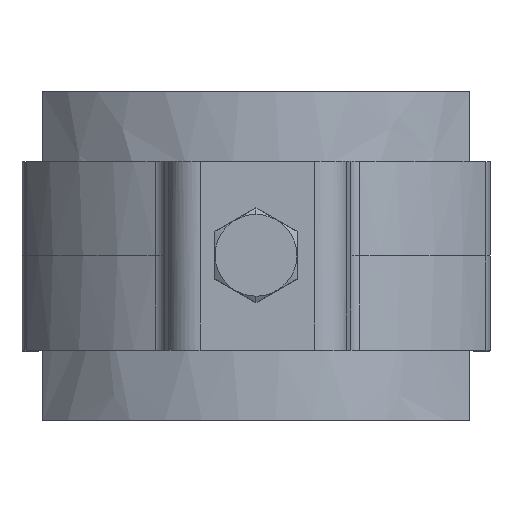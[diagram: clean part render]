
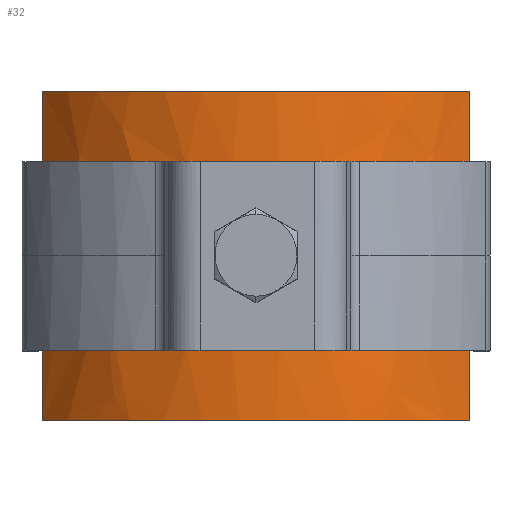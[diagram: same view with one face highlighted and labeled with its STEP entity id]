
A CAD part, top view. The second image highlights one B-rep face of the part: STEP entity #32.
In plain terms, the highlighted free-form (B-spline) face has degree [2, 1] with [5, 2] control points.
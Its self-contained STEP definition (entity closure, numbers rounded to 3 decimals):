
#25=FACE_BOUND('',#247,.T.);
#32=ADVANCED_FACE('',(#139,#25),#1733,.T.);
#139=FACE_OUTER_BOUND('',#246,.T.);
#246=EDGE_LOOP('',(#364,#365,#366,#367));
#247=EDGE_LOOP('',(#368,#369,#370,#371));
#364=ORIENTED_EDGE('',*,*,#931,.T.);
#365=ORIENTED_EDGE('',*,*,#932,.T.);
#366=ORIENTED_EDGE('',*,*,#933,.F.);
#367=ORIENTED_EDGE('',*,*,#929,.F.);
#368=ORIENTED_EDGE('',*,*,#944,.F.);
#369=ORIENTED_EDGE('',*,*,#946,.F.);
#370=ORIENTED_EDGE('',*,*,#947,.F.);
#371=ORIENTED_EDGE('',*,*,#945,.F.);
#929=EDGE_CURVE('',#1496,#1497,#1351,.T.);
#931=EDGE_CURVE('',#1496,#1498,#1353,.T.);
#932=EDGE_CURVE('',#1498,#1499,#1354,.T.);
#933=EDGE_CURVE('',#1497,#1499,#1355,.T.);
#944=EDGE_CURVE('',#1505,#1504,#1216,.T.);
#945=EDGE_CURVE('',#1504,#1506,#1358,.T.);
#946=EDGE_CURVE('',#1507,#1505,#1359,.T.);
#947=EDGE_CURVE('',#1506,#1507,#1217,.T.);
#1216=B_SPLINE_CURVE_WITH_KNOTS('',1,(#2055,#2056),.UNSPECIFIED.,.F.,.F.,
(2,2),(-61.,-39.),.UNSPECIFIED.);
#1217=B_SPLINE_CURVE_WITH_KNOTS('',1,(#2067,#2068),.UNSPECIFIED.,.F.,.F.,
(2,2),(-22.,0.),.UNSPECIFIED.);
#1351=(
BOUNDED_CURVE()
B_SPLINE_CURVE(1,(#2016,#2017),.UNSPECIFIED.,.F.,.F.)
B_SPLINE_CURVE_WITH_KNOTS((2,2),(0.,40.),.UNSPECIFIED.)
CURVE()
GEOMETRIC_REPRESENTATION_ITEM()
RATIONAL_B_SPLINE_CURVE((1.,1.))
REPRESENTATION_ITEM('')
);
#1353=(
BOUNDED_CURVE()
B_SPLINE_CURVE(2,(#2021,#2022,#2023,#2024,#2025),.UNSPECIFIED.,.F.,.F.)
B_SPLINE_CURVE_WITH_KNOTS((3,2,3),(-59.329,-31.786,
-4.243),.UNSPECIFIED.)
CURVE()
GEOMETRIC_REPRESENTATION_ITEM()
RATIONAL_B_SPLINE_CURVE((1.,0.903,1.,0.903,1.))
REPRESENTATION_ITEM('')
);
#1354=(
BOUNDED_CURVE()
B_SPLINE_CURVE(1,(#2026,#2027),.UNSPECIFIED.,.F.,.F.)
B_SPLINE_CURVE_WITH_KNOTS((2,2),(0.,40.),.UNSPECIFIED.)
CURVE()
GEOMETRIC_REPRESENTATION_ITEM()
RATIONAL_B_SPLINE_CURVE((1.,1.))
REPRESENTATION_ITEM('')
);
#1355=(
BOUNDED_CURVE()
B_SPLINE_CURVE(2,(#2028,#2029,#2030,#2031,#2032),.UNSPECIFIED.,.F.,.F.)
B_SPLINE_CURVE_WITH_KNOTS((3,2,3),(-59.329,-31.786,
-4.243),.UNSPECIFIED.)
CURVE()
GEOMETRIC_REPRESENTATION_ITEM()
RATIONAL_B_SPLINE_CURVE((1.,0.903,1.,0.903,1.))
REPRESENTATION_ITEM('')
);
#1358=(
BOUNDED_CURVE()
B_SPLINE_CURVE(2,(#2057,#2058,#2059,#2060,#2061),.UNSPECIFIED.,.F.,.F.)
B_SPLINE_CURVE_WITH_KNOTS((3,2,3),(23.754,31.786,39.818),
 .UNSPECIFIED.)
CURVE()
GEOMETRIC_REPRESENTATION_ITEM()
RATIONAL_B_SPLINE_CURVE((1.,0.992,1.,0.992,1.))
REPRESENTATION_ITEM('')
);
#1359=(
BOUNDED_CURVE()
B_SPLINE_CURVE(2,(#2062,#2063,#2064,#2065,#2066),.UNSPECIFIED.,.F.,.F.)
B_SPLINE_CURVE_WITH_KNOTS((3,2,3),(-39.818,-31.786,
-23.754),.UNSPECIFIED.)
CURVE()
GEOMETRIC_REPRESENTATION_ITEM()
RATIONAL_B_SPLINE_CURVE((1.,0.992,1.,0.992,1.))
REPRESENTATION_ITEM('')
);
#1496=VERTEX_POINT('',#1987);
#1497=VERTEX_POINT('',#1988);
#1498=VERTEX_POINT('',#1989);
#1499=VERTEX_POINT('',#1990);
#1504=VERTEX_POINT('',#1995);
#1505=VERTEX_POINT('',#1996);
#1506=VERTEX_POINT('',#1997);
#1507=VERTEX_POINT('',#1998);
#1733=(
BOUNDED_SURFACE()
B_SPLINE_SURFACE(2,1,((#1960,#1961),(#1962,#1963),(#1964,#1965),(#1966,
#1967),(#1968,#1969)),.UNSPECIFIED.,.F.,.F.,.F.)
B_SPLINE_SURFACE_WITH_KNOTS((3,2,3),(2,2),(-59.329,-31.786,
-4.243),(0.,40.),.UNSPECIFIED.)
GEOMETRIC_REPRESENTATION_ITEM()
RATIONAL_B_SPLINE_SURFACE(((1.,1.),(0.903,0.903),
(1.,1.),(0.903,0.903),(1.,1.)))
REPRESENTATION_ITEM('')
SURFACE()
);
#1960=CARTESIAN_POINT('',(-26.,0.,-9.875));
#1961=CARTESIAN_POINT('',(-26.,40.,-9.875));
#1962=CARTESIAN_POINT('',(-15.945,0.,2.5));
#1963=CARTESIAN_POINT('',(-15.945,40.,2.5));
#1964=CARTESIAN_POINT('',(0.,0.,2.5));
#1965=CARTESIAN_POINT('',(0.,40.,2.5));
#1966=CARTESIAN_POINT('',(15.945,0.,2.5));
#1967=CARTESIAN_POINT('',(15.945,40.,2.5));
#1968=CARTESIAN_POINT('',(26.,0.,-9.875));
#1969=CARTESIAN_POINT('',(26.,40.,-9.875));
#1987=CARTESIAN_POINT('',(-26.,0.,-9.875));
#1988=CARTESIAN_POINT('',(-26.,40.,-9.875));
#1989=CARTESIAN_POINT('',(26.,0.,-9.875));
#1990=CARTESIAN_POINT('',(26.,40.,-9.875));
#1995=CARTESIAN_POINT('',(8.5,31.,1.404));
#1996=CARTESIAN_POINT('',(8.5,9.,1.404));
#1997=CARTESIAN_POINT('',(-8.5,31.,1.404));
#1998=CARTESIAN_POINT('',(-8.5,9.,1.404));
#2016=CARTESIAN_POINT('',(-26.,0.,-9.875));
#2017=CARTESIAN_POINT('',(-26.,40.,-9.875));
#2021=CARTESIAN_POINT('',(-26.,0.,-9.875));
#2022=CARTESIAN_POINT('',(-15.945,0.,2.5));
#2023=CARTESIAN_POINT('',(0.,0.,2.5));
#2024=CARTESIAN_POINT('',(15.945,0.,2.5));
#2025=CARTESIAN_POINT('',(26.,0.,-9.875));
#2026=CARTESIAN_POINT('',(26.,0.,-9.875));
#2027=CARTESIAN_POINT('',(26.,40.,-9.875));
#2028=CARTESIAN_POINT('',(-26.,40.,-9.875));
#2029=CARTESIAN_POINT('',(-15.945,40.,2.5));
#2030=CARTESIAN_POINT('',(0.,40.,2.5));
#2031=CARTESIAN_POINT('',(15.945,40.,2.5));
#2032=CARTESIAN_POINT('',(26.,40.,-9.875));
#2055=CARTESIAN_POINT('',(8.5,9.,1.404));
#2056=CARTESIAN_POINT('',(8.5,31.,1.404));
#2057=CARTESIAN_POINT('',(8.5,31.,1.404));
#2058=CARTESIAN_POINT('',(4.321,31.,2.5));
#2059=CARTESIAN_POINT('',(0.,31.,2.5));
#2060=CARTESIAN_POINT('',(-4.321,31.,2.5));
#2061=CARTESIAN_POINT('',(-8.5,31.,1.404));
#2062=CARTESIAN_POINT('',(-8.5,9.,1.404));
#2063=CARTESIAN_POINT('',(-4.321,9.,2.5));
#2064=CARTESIAN_POINT('',(0.,9.,2.5));
#2065=CARTESIAN_POINT('',(4.321,9.,2.5));
#2066=CARTESIAN_POINT('',(8.5,9.,1.404));
#2067=CARTESIAN_POINT('',(-8.5,31.,1.404));
#2068=CARTESIAN_POINT('',(-8.5,9.,1.404));
